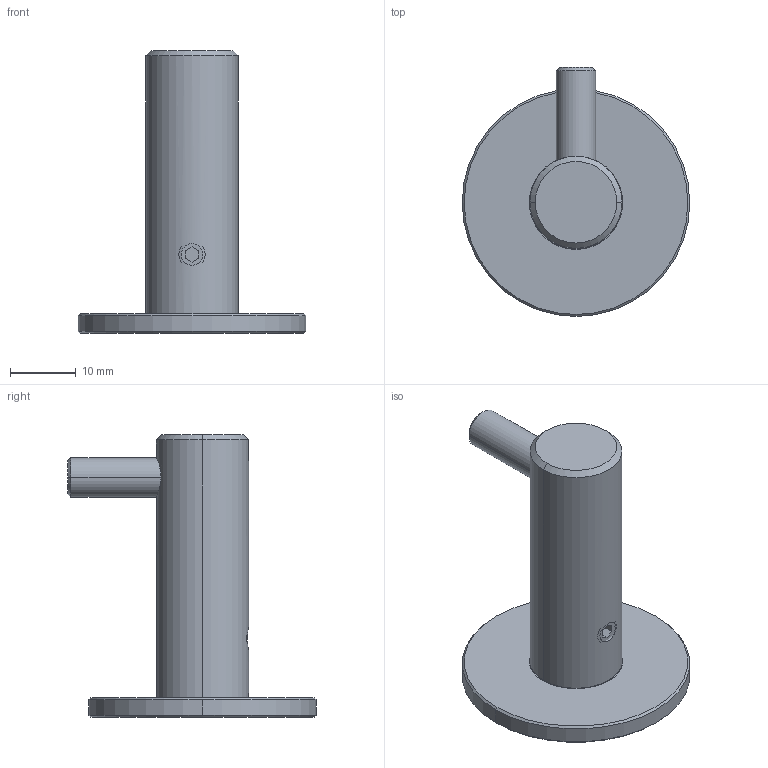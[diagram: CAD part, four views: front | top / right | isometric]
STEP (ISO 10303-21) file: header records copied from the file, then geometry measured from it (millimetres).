
FILE_DESCRIPTION(('Creo Elements/Direct Modeling STEP Export'),'2;1');
FILE_NAME('2360.stp','2022-05-04T 9:12:01',(''),(''),'Creo Elements/Direct Modeling STEP processor for AP214 (Solid Model)','Creo Elements/Direct Modeling 20.0 12-Nov-2016 (C) Parametric Technology GmbH','');
FILE_SCHEMA(('AUTOMOTIVE_DESIGN { 1 0 10303 214 1 1 1 1 }'));
Length unit declared in the file: millimetre
Products named in the file (8): Hakenstift; Haken; Haken_komp.1; Platte; D914M4X5S1.1; Anschraubteil.1; Haken_gesamt; NI-9667.1
Assembly tree (7 placements, depth 4):
  NI-9667.1
    Haken_gesamt
      Anschraubteil.1
      D914M4X5S1.1
      Platte
      Haken_komp.1
        Haken
        Hakenstift
Bounding box: 34.6 x 37.8 x 43 mm (x, y, z)
Volume: 8591.7 mm3; surface area: 6095.2 mm2
Topology: 5 solids, 5 shells, 64 faces, 142 edges, 89 vertices
Faces by surface type: cylinder 24, cone 22, plane 18
Entity records: 2878 total; most frequent: CARTESIAN_POINT 1306, ORIENTED_EDGE 280, DIRECTION 274, EDGE_CURVE 140, AXIS2_PLACEMENT_3D 105, VERTEX_POINT 89, EDGE_LOOP 73, FACE_OUTER_BOUND 64
